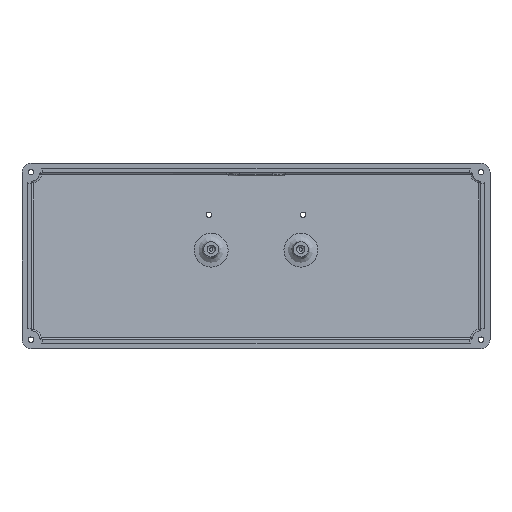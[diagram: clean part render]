
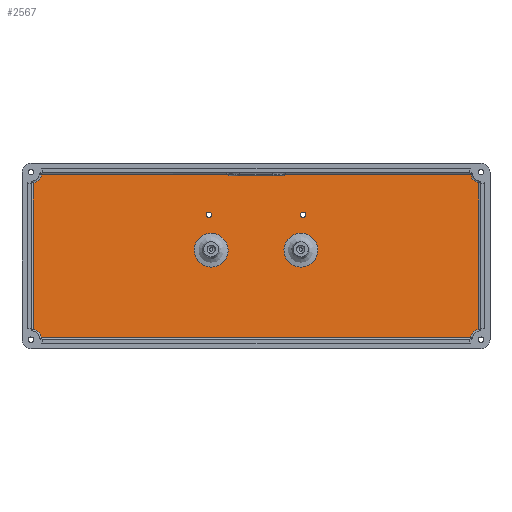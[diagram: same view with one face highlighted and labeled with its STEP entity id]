
A CAD part, top view. The second image highlights one B-rep face of the part: STEP entity #2567.
In plain terms, the highlighted planar face has unit normal (0, 0.087, 0.996).
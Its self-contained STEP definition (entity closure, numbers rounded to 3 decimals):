
#67=FACE_BOUND('',#533,.T.);
#68=FACE_BOUND('',#534,.T.);
#69=FACE_BOUND('',#535,.T.);
#70=FACE_BOUND('',#536,.T.);
#88=ELLIPSE('',#2767,7.228,7.2);
#89=ELLIPSE('',#2769,0.803,0.8);
#90=ELLIPSE('',#2770,0.803,0.8);
#91=ELLIPSE('',#2771,4.618,4.6);
#92=ELLIPSE('',#2772,4.618,4.6);
#93=ELLIPSE('',#2773,4.618,4.6);
#94=ELLIPSE('',#2774,4.618,4.6);
#95=ELLIPSE('',#2775,7.228,7.2);
#96=ELLIPSE('',#2776,1.205,1.2);
#97=ELLIPSE('',#2777,1.205,1.2);
#372=FACE_OUTER_BOUND('',#532,.T.);
#532=EDGE_LOOP('',(#1806,#1807,#1808,#1809,#1810,#1811,#1812,#1813,#1814,
#1815,#1816,#1817,#1818,#1819));
#533=EDGE_LOOP('',(#1820));
#534=EDGE_LOOP('',(#1821));
#535=EDGE_LOOP('',(#1822));
#536=EDGE_LOOP('',(#1823));
#726=LINE('',#4134,#911);
#727=LINE('',#4138,#912);
#728=LINE('',#4140,#913);
#729=LINE('',#4142,#914);
#730=LINE('',#4146,#915);
#731=LINE('',#4150,#916);
#732=LINE('',#4154,#917);
#733=LINE('',#4158,#918);
#911=VECTOR('',#3186,10.);
#912=VECTOR('',#3189,10.);
#913=VECTOR('',#3190,10.);
#914=VECTOR('',#3191,10.);
#915=VECTOR('',#3194,10.);
#916=VECTOR('',#3197,10.);
#917=VECTOR('',#3200,10.);
#918=VECTOR('',#3203,10.);
#1110=VERTEX_POINT('',#4124);
#1113=VERTEX_POINT('',#4132);
#1114=VERTEX_POINT('',#4133);
#1115=VERTEX_POINT('',#4135);
#1116=VERTEX_POINT('',#4137);
#1117=VERTEX_POINT('',#4139);
#1118=VERTEX_POINT('',#4141);
#1119=VERTEX_POINT('',#4143);
#1120=VERTEX_POINT('',#4145);
#1121=VERTEX_POINT('',#4147);
#1122=VERTEX_POINT('',#4149);
#1123=VERTEX_POINT('',#4151);
#1124=VERTEX_POINT('',#4153);
#1125=VERTEX_POINT('',#4155);
#1126=VERTEX_POINT('',#4157);
#1127=VERTEX_POINT('',#4160);
#1128=VERTEX_POINT('',#4162);
#1129=VERTEX_POINT('',#4164);
#1379=EDGE_CURVE('',#1110,#1110,#88,.T.);
#1380=EDGE_CURVE('',#1113,#1114,#726,.F.);
#1381=EDGE_CURVE('',#1115,#1113,#89,.F.);
#1382=EDGE_CURVE('',#1115,#1116,#727,.T.);
#1383=EDGE_CURVE('',#1116,#1117,#728,.T.);
#1384=EDGE_CURVE('',#1117,#1118,#729,.T.);
#1385=EDGE_CURVE('',#1118,#1119,#90,.T.);
#1386=EDGE_CURVE('',#1119,#1120,#730,.T.);
#1387=EDGE_CURVE('',#1121,#1120,#91,.T.);
#1388=EDGE_CURVE('',#1122,#1121,#731,.T.);
#1389=EDGE_CURVE('',#1123,#1122,#92,.T.);
#1390=EDGE_CURVE('',#1124,#1123,#732,.T.);
#1391=EDGE_CURVE('',#1125,#1124,#93,.T.);
#1392=EDGE_CURVE('',#1126,#1125,#733,.T.);
#1393=EDGE_CURVE('',#1114,#1126,#94,.T.);
#1394=EDGE_CURVE('',#1127,#1127,#95,.T.);
#1395=EDGE_CURVE('',#1128,#1128,#96,.T.);
#1396=EDGE_CURVE('',#1129,#1129,#97,.T.);
#1806=ORIENTED_EDGE('',*,*,#1380,.F.);
#1807=ORIENTED_EDGE('',*,*,#1381,.F.);
#1808=ORIENTED_EDGE('',*,*,#1382,.T.);
#1809=ORIENTED_EDGE('',*,*,#1383,.T.);
#1810=ORIENTED_EDGE('',*,*,#1384,.T.);
#1811=ORIENTED_EDGE('',*,*,#1385,.T.);
#1812=ORIENTED_EDGE('',*,*,#1386,.T.);
#1813=ORIENTED_EDGE('',*,*,#1387,.F.);
#1814=ORIENTED_EDGE('',*,*,#1388,.F.);
#1815=ORIENTED_EDGE('',*,*,#1389,.F.);
#1816=ORIENTED_EDGE('',*,*,#1390,.F.);
#1817=ORIENTED_EDGE('',*,*,#1391,.F.);
#1818=ORIENTED_EDGE('',*,*,#1392,.F.);
#1819=ORIENTED_EDGE('',*,*,#1393,.F.);
#1820=ORIENTED_EDGE('',*,*,#1394,.F.);
#1821=ORIENTED_EDGE('',*,*,#1395,.T.);
#1822=ORIENTED_EDGE('',*,*,#1396,.T.);
#1823=ORIENTED_EDGE('',*,*,#1379,.F.);
#2503=PLANE('',#2768);
#2567=ADVANCED_FACE('',(#372,#67,#68,#69,#70),#2503,.F.);
#2767=AXIS2_PLACEMENT_3D('',#4130,#3182,#3183);
#2768=AXIS2_PLACEMENT_3D('',#4131,#3184,#3185);
#2769=AXIS2_PLACEMENT_3D('',#4136,#3187,#3188);
#2770=AXIS2_PLACEMENT_3D('',#4144,#3192,#3193);
#2771=AXIS2_PLACEMENT_3D('',#4148,#3195,#3196);
#2772=AXIS2_PLACEMENT_3D('',#4152,#3198,#3199);
#2773=AXIS2_PLACEMENT_3D('',#4156,#3201,#3202);
#2774=AXIS2_PLACEMENT_3D('',#4159,#3204,#3205);
#2775=AXIS2_PLACEMENT_3D('',#4161,#3206,#3207);
#2776=AXIS2_PLACEMENT_3D('',#4163,#3208,#3209);
#2777=AXIS2_PLACEMENT_3D('',#4165,#3210,#3211);
#3182=DIRECTION('center_axis',(0.,0.087,
0.996));
#3183=DIRECTION('ref_axis',(0.,-0.996,0.087));
#3184=DIRECTION('center_axis',(0.,-0.087,
-0.996));
#3185=DIRECTION('ref_axis',(1.,0.,0.));
#3186=DIRECTION('',(-1.,0.,0.));
#3187=DIRECTION('center_axis',(0.,-0.087,
-0.996));
#3188=DIRECTION('ref_axis',(0.,0.996,-0.087));
#3189=DIRECTION('',(-1.,0.,0.));
#3190=DIRECTION('',(-1.,0.,0.));
#3191=DIRECTION('',(-1.,0.,0.));
#3192=DIRECTION('center_axis',(0.,-0.087,
-0.996));
#3193=DIRECTION('ref_axis',(0.,0.996,-0.087));
#3194=DIRECTION('',(-1.,0.,0.));
#3195=DIRECTION('center_axis',(0.,0.087,
0.996));
#3196=DIRECTION('ref_axis',(0.,-0.996,0.087));
#3197=DIRECTION('',(0.,0.996,-0.087));
#3198=DIRECTION('center_axis',(0.,0.087,
0.996));
#3199=DIRECTION('ref_axis',(0.,0.996,-0.087));
#3200=DIRECTION('',(-1.,0.,0.));
#3201=DIRECTION('center_axis',(0.,0.087,
0.996));
#3202=DIRECTION('ref_axis',(0.,0.996,-0.087));
#3203=DIRECTION('',(0.,-0.996,0.087));
#3204=DIRECTION('center_axis',(0.,0.087,
0.996));
#3205=DIRECTION('ref_axis',(0.,-0.996,0.087));
#3206=DIRECTION('center_axis',(0.,0.087,
0.996));
#3207=DIRECTION('ref_axis',(0.,-0.996,0.087));
#3208=DIRECTION('center_axis',(0.,-0.087,
-0.996));
#3209=DIRECTION('ref_axis',(0.,-0.996,0.087));
#3210=DIRECTION('center_axis',(0.,-0.087,
-0.996));
#3211=DIRECTION('ref_axis',(0.,-0.996,0.087));
#4124=CARTESIAN_POINT('',(76.2,-12.199,-15.183));
#4130=CARTESIAN_POINT('Origin',(76.2,-19.399,-14.553));
#4131=CARTESIAN_POINT('Origin',(95.25,-21.875,-14.337));
#4132=CARTESIAN_POINT('',(107.216,12.655,-17.358));
#4133=CARTESIAN_POINT('',(186.335,12.655,-17.358));
#4134=CARTESIAN_POINT('',(141.14,12.655,-17.358));
#4135=CARTESIAN_POINT('',(106.463,12.125,-17.311));
#4136=CARTESIAN_POINT('Origin',(106.463,12.925,-17.381));
#4137=CARTESIAN_POINT('',(104.25,12.125,-17.311));
#4138=CARTESIAN_POINT('',(95.25,12.125,-17.311));
#4139=CARTESIAN_POINT('',(86.25,12.125,-17.311));
#4140=CARTESIAN_POINT('',(95.25,12.125,-17.311));
#4141=CARTESIAN_POINT('',(84.037,12.125,-17.311));
#4142=CARTESIAN_POINT('',(95.25,12.125,-17.311));
#4143=CARTESIAN_POINT('',(83.284,12.655,-17.358));
#4144=CARTESIAN_POINT('Origin',(84.037,12.925,-17.381));
#4145=CARTESIAN_POINT('',(4.165,12.655,-17.358));
#4146=CARTESIAN_POINT('',(141.14,12.655,-17.358));
#4147=CARTESIAN_POINT('',(0.675,9.165,-17.052));
#4148=CARTESIAN_POINT('Origin',(-0.325,13.655,-17.445));
#4149=CARTESIAN_POINT('',(0.675,-53.055,-11.609));
#4150=CARTESIAN_POINT('',(0.675,-6.585,-15.674));
#4151=CARTESIAN_POINT('',(4.165,-56.545,-11.304));
#4152=CARTESIAN_POINT('Origin',(-0.325,-57.545,-11.216));
#4153=CARTESIAN_POINT('',(186.335,-56.545,-11.304));
#4154=CARTESIAN_POINT('',(49.36,-56.545,-11.304));
#4155=CARTESIAN_POINT('',(189.825,-53.055,-11.609));
#4156=CARTESIAN_POINT('Origin',(190.825,-57.545,-11.216));
#4157=CARTESIAN_POINT('',(189.825,9.165,-17.052));
#4158=CARTESIAN_POINT('',(189.825,-38.149,-12.913));
#4159=CARTESIAN_POINT('Origin',(190.825,13.655,-17.445));
#4160=CARTESIAN_POINT('',(114.3,-12.199,-15.183));
#4161=CARTESIAN_POINT('Origin',(114.3,-19.399,-14.553));
#4162=CARTESIAN_POINT('',(116.45,-4.375,-15.868));
#4163=CARTESIAN_POINT('Origin',(115.25,-4.375,-15.868));
#4164=CARTESIAN_POINT('',(76.45,-4.375,-15.868));
#4165=CARTESIAN_POINT('Origin',(75.25,-4.375,-15.868));
